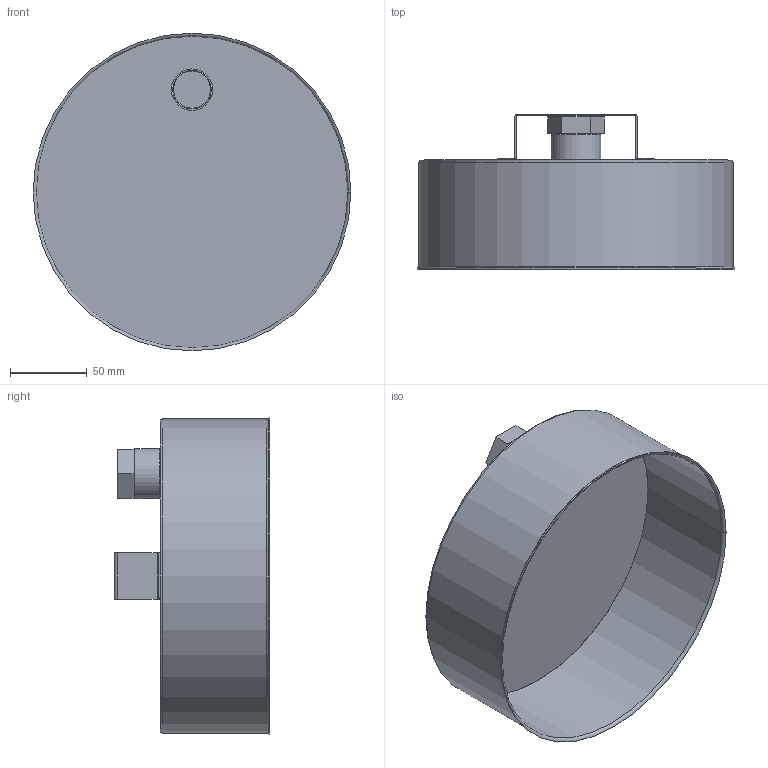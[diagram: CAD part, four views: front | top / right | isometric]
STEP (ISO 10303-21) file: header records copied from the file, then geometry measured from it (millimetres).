
FILE_DESCRIPTION(/* description */ ('Rondell'),/* implementation_level */ '2;1');
FILE_NAME(/* name */ 'HÄLMHH-D-3.stp',/* time_stamp */ '2016-04-29T09:00:24+02:00',/* author */ ('John'),/* organization */ (''),/* preprocessor_version */ 'ST-DEVELOPER v15.6',/* originating_system */ 'Autodesk Inventor 2015',/* authorisation */ '');
FILE_SCHEMA (('AUTOMOTIVE_DESIGN { 1 0 10303 214 3 1 1 }'));
Length unit declared in the file: millimetre
Products named in the file (6): HÄLMHH-D-AA-3; HÄLMHH-D-AB-3; HIK-AC-1; HIK-AD-1; HÄLHH-AC; HÄLMHH-D-3
Bounding box: 207.2 x 101.5 x 207.2 mm (x, y, z)
Volume: 120906 mm3; surface area: 174191.9 mm2
Topology: 5 solids, 5 shells, 76 faces, 158 edges, 93 vertices
Faces by surface type: plane 48, cylinder 22, cone 4, torus 2
Full cylindrical faces by diameter (mm): 5.5 x2, 24.117 x1, 26.4 x1, 27 x1, 32.5 x1, 203.2 x1, 203.5 x1, 205.2 x1, 207.2 x1
Entity records: 2100 total; most frequent: DIRECTION 370, CARTESIAN_POINT 321, ORIENTED_EDGE 288, EDGE_CURVE 144, AXIS2_PLACEMENT_3D 139, EDGE_LOOP 96, LINE 92, VECTOR 92
